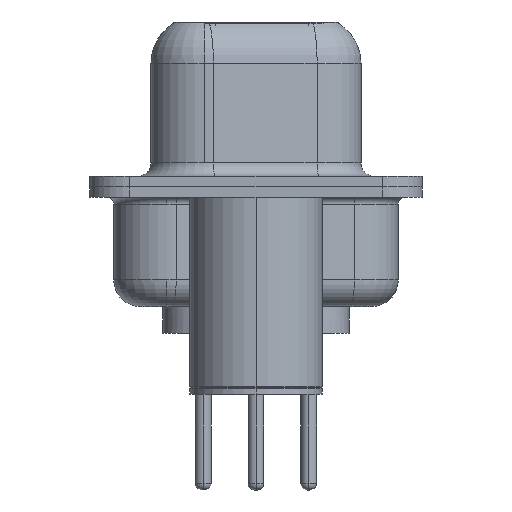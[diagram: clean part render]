
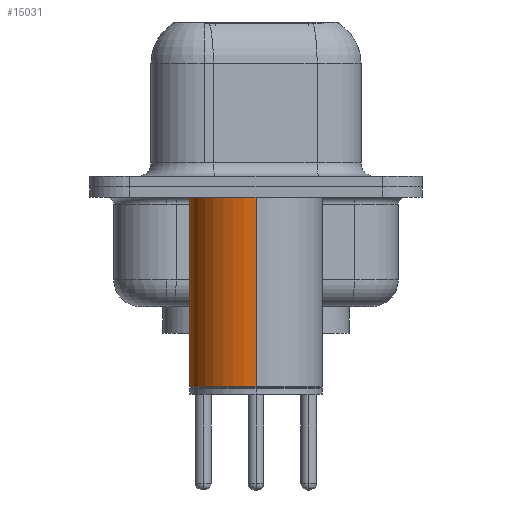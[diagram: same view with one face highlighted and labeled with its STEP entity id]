
A CAD part, left-side view. The second image highlights one B-rep face of the part: STEP entity #15031.
In plain terms, the highlighted cylindrical face has radius 2.5 mm (diameter 5 mm), a partial arc.
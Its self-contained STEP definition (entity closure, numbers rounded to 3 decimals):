
#39 = CARTESIAN_POINT ( 'NONE',  ( 2.5, 0., -7.525 ) ) ;
#490 = AXIS2_PLACEMENT_3D ( 'NONE', #573, #6683, #12778 ) ;
#573 = CARTESIAN_POINT ( 'NONE',  ( 0., 0., 0.581 ) ) ;
#1106 = VERTEX_POINT ( 'NONE', #39 ) ;
#1669 = CARTESIAN_POINT ( 'NONE',  ( 0., 0., -7.525 ) ) ;
#2067 = CIRCLE ( 'NONE', #13252, 2.5 ) ;
#2072 = CYLINDRICAL_SURFACE ( 'NONE', #490, 2.5 ) ;
#2533 = CARTESIAN_POINT ( 'NONE',  ( 2.5, 0., 0.581 ) ) ;
#2712 = VECTOR ( 'NONE', #16699, 1000. ) ;
#3997 = CARTESIAN_POINT ( 'NONE',  ( 0., 0., -0.4 ) ) ;
#4165 = EDGE_CURVE ( 'NONE', #9800, #17340, #6505, .T. ) ;
#4868 = DIRECTION ( 'NONE',  ( 0., 0., 1. ) ) ;
#5811 = VERTEX_POINT ( 'NONE', #15085 ) ;
#6505 = CIRCLE ( 'NONE', #11934, 2.5 ) ;
#6683 = DIRECTION ( 'NONE',  ( 0., 0., 1. ) ) ;
#6912 = ORIENTED_EDGE ( 'NONE', *, *, #13982, .T. ) ;
#7479 = CARTESIAN_POINT ( 'NONE',  ( -2.5, 0., 0.581 ) ) ;
#8628 = LINE ( 'NONE', #2533, #13875 ) ;
#9373 = ORIENTED_EDGE ( 'NONE', *, *, #4165, .F. ) ;
#9678 = DIRECTION ( 'NONE',  ( 1., 0., 0. ) ) ;
#9800 = VERTEX_POINT ( 'NONE', #17243 ) ;
#10692 = ORIENTED_EDGE ( 'NONE', *, *, #11087, .F. ) ;
#11087 = EDGE_CURVE ( 'NONE', #1106, #9800, #8628, .T. ) ;
#11934 = AXIS2_PLACEMENT_3D ( 'NONE', #3997, #12887, #9678 ) ;
#12320 = ORIENTED_EDGE ( 'NONE', *, *, #12700, .T. ) ;
#12385 = DIRECTION ( 'NONE',  ( 1., 0., 0. ) ) ;
#12700 = EDGE_CURVE ( 'NONE', #1106, #5811, #2067, .T. ) ;
#12778 = DIRECTION ( 'NONE',  ( 1., 0., 0. ) ) ;
#12887 = DIRECTION ( 'NONE',  ( 0., 0., 1. ) ) ;
#13252 = AXIS2_PLACEMENT_3D ( 'NONE', #1669, #4868, #12385 ) ;
#13627 = CARTESIAN_POINT ( 'NONE',  ( -2.5, 0., -0.4 ) ) ;
#13875 = VECTOR ( 'NONE', #19358, 1000. ) ;
#13982 = EDGE_CURVE ( 'NONE', #5811, #17340, #19599, .T. ) ;
#15031 = ADVANCED_FACE ( 'NONE', ( #15783 ), #2072, .T. ) ;
#15085 = CARTESIAN_POINT ( 'NONE',  ( -2.5, 0., -7.525 ) ) ;
#15783 = FACE_OUTER_BOUND ( 'NONE', #19744, .T. ) ;
#16699 = DIRECTION ( 'NONE',  ( 0., 0., 1. ) ) ;
#17243 = CARTESIAN_POINT ( 'NONE',  ( 2.5, 0., -0.4 ) ) ;
#17340 = VERTEX_POINT ( 'NONE', #13627 ) ;
#19358 = DIRECTION ( 'NONE',  ( 0., 0., 1. ) ) ;
#19599 = LINE ( 'NONE', #7479, #2712 ) ;
#19744 = EDGE_LOOP ( 'NONE', ( #12320, #6912, #9373, #10692 ) ) ;
